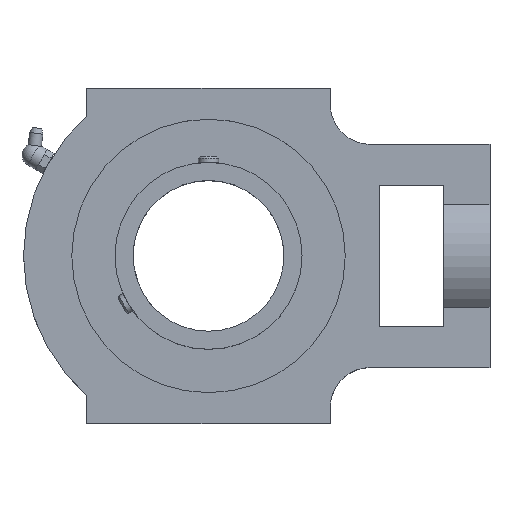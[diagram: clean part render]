
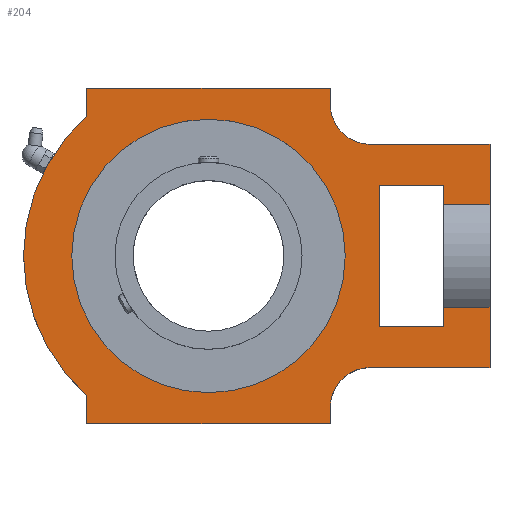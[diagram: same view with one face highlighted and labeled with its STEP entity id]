
A CAD part, top view. The second image highlights one B-rep face of the part: STEP entity #204.
In plain terms, the highlighted planar face has unit normal (0, 0, 1).
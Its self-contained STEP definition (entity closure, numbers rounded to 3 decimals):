
#204 = ADVANCED_FACE( '', ( #354, #355 ), #356, .T. );
#354 = FACE_BOUND( '', #567, .T. );
#355 = FACE_OUTER_BOUND( '', #568, .T. );
#356 = PLANE( '', #569 );
#567 = EDGE_LOOP( '', ( #905 ) );
#568 = EDGE_LOOP( '', ( #906, #907, #908, #909, #910, #911, #912, #913, #914, #915, #916, #917, #918, #919, #920, #921, #922, #923, #924, #925 ) );
#569 = AXIS2_PLACEMENT_3D( '', #926, #927, #928 );
#905 = ORIENTED_EDGE( '', *, *, #1400, .F. );
#906 = ORIENTED_EDGE( '', *, *, #1401, .T. );
#907 = ORIENTED_EDGE( '', *, *, #1402, .F. );
#908 = ORIENTED_EDGE( '', *, *, #1403, .T. );
#909 = ORIENTED_EDGE( '', *, *, #1404, .F. );
#910 = ORIENTED_EDGE( '', *, *, #1405, .T. );
#911 = ORIENTED_EDGE( '', *, *, #1406, .T. );
#912 = ORIENTED_EDGE( '', *, *, #1407, .T. );
#913 = ORIENTED_EDGE( '', *, *, #1408, .T. );
#914 = ORIENTED_EDGE( '', *, *, #1409, .T. );
#915 = ORIENTED_EDGE( '', *, *, #1410, .F. );
#916 = ORIENTED_EDGE( '', *, *, #1411, .T. );
#917 = ORIENTED_EDGE( '', *, *, #1412, .F. );
#918 = ORIENTED_EDGE( '', *, *, #1413, .F. );
#919 = ORIENTED_EDGE( '', *, *, #1414, .T. );
#920 = ORIENTED_EDGE( '', *, *, #1415, .F. );
#921 = ORIENTED_EDGE( '', *, *, #1416, .F. );
#922 = ORIENTED_EDGE( '', *, *, #1417, .F. );
#923 = ORIENTED_EDGE( '', *, *, #1418, .T. );
#924 = ORIENTED_EDGE( '', *, *, #1419, .T. );
#925 = ORIENTED_EDGE( '', *, *, #1420, .F. );
#926 = CARTESIAN_POINT( '', ( 117., 83.5, 24. ) );
#927 = DIRECTION( '', ( 0., 0., 1. ) );
#928 = DIRECTION( '', ( 1., 0., 0. ) );
#1400 = EDGE_CURVE( '', #1639, #1639, #1640, .T. );
#1401 = EDGE_CURVE( '', #1641, #1642, #1643, .T. );
#1402 = EDGE_CURVE( '', #1644, #1642, #1645, .T. );
#1403 = EDGE_CURVE( '', #1644, #1646, #1647, .T. );
#1404 = EDGE_CURVE( '', #1648, #1646, #1649, .T. );
#1405 = EDGE_CURVE( '', #1648, #1650, #1651, .T. );
#1406 = EDGE_CURVE( '', #1650, #1652, #1653, .T. );
#1407 = EDGE_CURVE( '', #1652, #1654, #1655, .T. );
#1408 = EDGE_CURVE( '', #1654, #1656, #1657, .T. );
#1409 = EDGE_CURVE( '', #1656, #1658, #1659, .T. );
#1410 = EDGE_CURVE( '', #1660, #1658, #1661, .T. );
#1411 = EDGE_CURVE( '', #1660, #1662, #1663, .T. );
#1412 = EDGE_CURVE( '', #1664, #1662, #1665, .T. );
#1413 = EDGE_CURVE( '', #1666, #1664, #1667, .T. );
#1414 = EDGE_CURVE( '', #1666, #1668, #1669, .T. );
#1415 = EDGE_CURVE( '', #1670, #1668, #1671, .T. );
#1416 = EDGE_CURVE( '', #1672, #1670, #1673, .T. );
#1417 = EDGE_CURVE( '', #1674, #1672, #1675, .T. );
#1418 = EDGE_CURVE( '', #1674, #1676, #1677, .T. );
#1419 = EDGE_CURVE( '', #1676, #1678, #1679, .T. );
#1420 = EDGE_CURVE( '', #1641, #1678, #1680, .T. );
#1639 = VERTEX_POINT( '', #2280 );
#1640 = CIRCLE( '', #2281, 68. );
#1641 = VERTEX_POINT( '', #2282 );
#1642 = VERTEX_POINT( '', #2283 );
#1643 = LINE( '', #2284, #2285 );
#1644 = VERTEX_POINT( '', #2286 );
#1645 = CIRCLE( '', #2287, 20. );
#1646 = VERTEX_POINT( '', #2288 );
#1647 = LINE( '', #2289, #2290 );
#1648 = VERTEX_POINT( '', #2291 );
#1649 = LINE( '', #2292, #2293 );
#1650 = VERTEX_POINT( '', #2294 );
#1651 = LINE( '', #2295, #2296 );
#1652 = VERTEX_POINT( '', #2297 );
#1653 = CIRCLE( '', #2298, 92. );
#1654 = VERTEX_POINT( '', #2299 );
#1655 = LINE( '', #2300, #2301 );
#1656 = VERTEX_POINT( '', #2302 );
#1657 = LINE( '', #2303, #2304 );
#1658 = VERTEX_POINT( '', #2305 );
#1659 = LINE( '', #2306, #2307 );
#1660 = VERTEX_POINT( '', #2308 );
#1661 = CIRCLE( '', #2309, 20. );
#1662 = VERTEX_POINT( '', #2310 );
#1663 = LINE( '', #2311, #2312 );
#1664 = VERTEX_POINT( '', #2313 );
#1665 = LINE( '', #2314, #2315 );
#1666 = VERTEX_POINT( '', #2316 );
#1667 = LINE( '', #2317, #2318 );
#1668 = VERTEX_POINT( '', #2319 );
#1669 = LINE( '', #2320, #2321 );
#1670 = VERTEX_POINT( '', #2322 );
#1671 = LINE( '', #2323, #2324 );
#1672 = VERTEX_POINT( '', #2325 );
#1673 = LINE( '', #2326, #2327 );
#1674 = VERTEX_POINT( '', #2328 );
#1675 = LINE( '', #2329, #2330 );
#1676 = VERTEX_POINT( '', #2331 );
#1677 = LINE( '', #2332, #2333 );
#1678 = VERTEX_POINT( '', #2334 );
#1679 = LINE( '', #2335, #2336 );
#1680 = LINE( '', #2337, #2338 );
#2280 = CARTESIAN_POINT( '', ( 68., 0., 24. ) );
#2281 = AXIS2_PLACEMENT_3D( '', #2713, #2714, #2715 );
#2282 = CARTESIAN_POINT( '', ( 140., 55.5, 24. ) );
#2283 = CARTESIAN_POINT( '', ( 80.5, 55.5, 24. ) );
#2284 = CARTESIAN_POINT( '', ( 140., 55.5, 24. ) );
#2285 = VECTOR( '', #2716, 1000. );
#2286 = CARTESIAN_POINT( '', ( 60.5, 75.5, 24. ) );
#2287 = AXIS2_PLACEMENT_3D( '', #2717, #2718, #2719 );
#2288 = CARTESIAN_POINT( '', ( 60.5, 83.5, 24. ) );
#2289 = CARTESIAN_POINT( '', ( 60.5, 75.5, 24. ) );
#2290 = VECTOR( '', #2720, 1000. );
#2291 = CARTESIAN_POINT( '', ( -60.5, 83.5, 24. ) );
#2292 = CARTESIAN_POINT( '', ( -115., 83.5, 24. ) );
#2293 = VECTOR( '', #2721, 1000. );
#2294 = CARTESIAN_POINT( '', ( -60.5, 69.309, 24. ) );
#2295 = CARTESIAN_POINT( '', ( -60.5, 83.5, 24. ) );
#2296 = VECTOR( '', #2722, 1000. );
#2297 = CARTESIAN_POINT( '', ( -60.5, -69.309, 24. ) );
#2298 = AXIS2_PLACEMENT_3D( '', #2723, #2724, #2725 );
#2299 = CARTESIAN_POINT( '', ( -60.5, -83.5, 24. ) );
#2300 = CARTESIAN_POINT( '', ( -60.5, -69.309, 24. ) );
#2301 = VECTOR( '', #2726, 1000. );
#2302 = CARTESIAN_POINT( '', ( 60.5, -83.5, 24. ) );
#2303 = CARTESIAN_POINT( '', ( -115., -83.5, 24. ) );
#2304 = VECTOR( '', #2727, 1000. );
#2305 = CARTESIAN_POINT( '', ( 60.5, -75.5, 24. ) );
#2306 = CARTESIAN_POINT( '', ( 60.5, -83.5, 24. ) );
#2307 = VECTOR( '', #2728, 1000. );
#2308 = CARTESIAN_POINT( '', ( 80.5, -55.5, 24. ) );
#2309 = AXIS2_PLACEMENT_3D( '', #2729, #2730, #2731 );
#2310 = CARTESIAN_POINT( '', ( 140., -55.5, 24. ) );
#2311 = CARTESIAN_POINT( '', ( 80.5, -55.5, 24. ) );
#2312 = VECTOR( '', #2732, 1000. );
#2313 = CARTESIAN_POINT( '', ( 140., -25.475, 24. ) );
#2314 = CARTESIAN_POINT( '', ( 140., -25.475, 24. ) );
#2315 = VECTOR( '', #2733, 1000. );
#2316 = CARTESIAN_POINT( '', ( 117., -25.475, 24. ) );
#2317 = CARTESIAN_POINT( '', ( 117., -25.475, 24. ) );
#2318 = VECTOR( '', #2734, 1000. );
#2319 = CARTESIAN_POINT( '', ( 117., -35., 24. ) );
#2320 = CARTESIAN_POINT( '', ( 117., -25.475, 24. ) );
#2321 = VECTOR( '', #2735, 1000. );
#2322 = CARTESIAN_POINT( '', ( 85., -35., 24. ) );
#2323 = CARTESIAN_POINT( '', ( 85., -35., 24. ) );
#2324 = VECTOR( '', #2736, 1000. );
#2325 = CARTESIAN_POINT( '', ( 85., 35., 24. ) );
#2326 = CARTESIAN_POINT( '', ( 85., 35., 24. ) );
#2327 = VECTOR( '', #2737, 1000. );
#2328 = CARTESIAN_POINT( '', ( 117., 35., 24. ) );
#2329 = CARTESIAN_POINT( '', ( 117., 35., 24. ) );
#2330 = VECTOR( '', #2738, 1000. );
#2331 = CARTESIAN_POINT( '', ( 117., 25.475, 24. ) );
#2332 = CARTESIAN_POINT( '', ( 117., 83.5, 24. ) );
#2333 = VECTOR( '', #2739, 1000. );
#2334 = CARTESIAN_POINT( '', ( 140., 25.475, 24. ) );
#2335 = CARTESIAN_POINT( '', ( 117., 25.475, 24. ) );
#2336 = VECTOR( '', #2740, 1000. );
#2337 = CARTESIAN_POINT( '', ( 140., 83.5, 24. ) );
#2338 = VECTOR( '', #2741, 1000. );
#2713 = CARTESIAN_POINT( '', ( 0., 0., 24. ) );
#2714 = DIRECTION( '', ( 0., 0., 1. ) );
#2715 = DIRECTION( '', ( 1., 0., 0. ) );
#2716 = DIRECTION( '', ( -1., 0., 0. ) );
#2717 = CARTESIAN_POINT( '', ( 80.5, 75.5, 24. ) );
#2718 = DIRECTION( '', ( 0., 0., 1. ) );
#2719 = DIRECTION( '', ( 1., 0., 0. ) );
#2720 = DIRECTION( '', ( 0., 1., 0. ) );
#2721 = DIRECTION( '', ( 1., 0., 0. ) );
#2722 = DIRECTION( '', ( 0., -1., 0. ) );
#2723 = CARTESIAN_POINT( '', ( 0., 0., 24. ) );
#2724 = DIRECTION( '', ( 0., 0., 1. ) );
#2725 = DIRECTION( '', ( 1., 0., 0. ) );
#2726 = DIRECTION( '', ( 0., -1., 0. ) );
#2727 = DIRECTION( '', ( 1., 0., 0. ) );
#2728 = DIRECTION( '', ( 0., 1., 0. ) );
#2729 = CARTESIAN_POINT( '', ( 80.5, -75.5, 24. ) );
#2730 = DIRECTION( '', ( 0., 0., 1. ) );
#2731 = DIRECTION( '', ( 1., 0., 0. ) );
#2732 = DIRECTION( '', ( 1., 0., 0. ) );
#2733 = DIRECTION( '', ( 0., -1., 0. ) );
#2734 = DIRECTION( '', ( 1., 0., 0. ) );
#2735 = DIRECTION( '', ( 0., -1., 0. ) );
#2736 = DIRECTION( '', ( 1., 0., 0. ) );
#2737 = DIRECTION( '', ( 0., -1., 0. ) );
#2738 = DIRECTION( '', ( -1., 0., 0. ) );
#2739 = DIRECTION( '', ( 0., -1., 0. ) );
#2740 = DIRECTION( '', ( 1., 0., 0. ) );
#2741 = DIRECTION( '', ( 0., -1., 0. ) );
